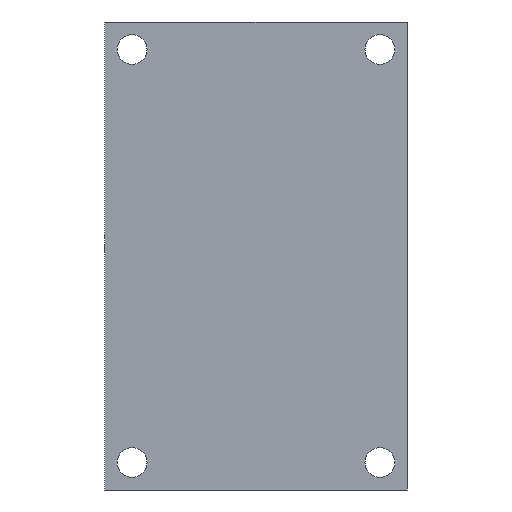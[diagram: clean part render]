
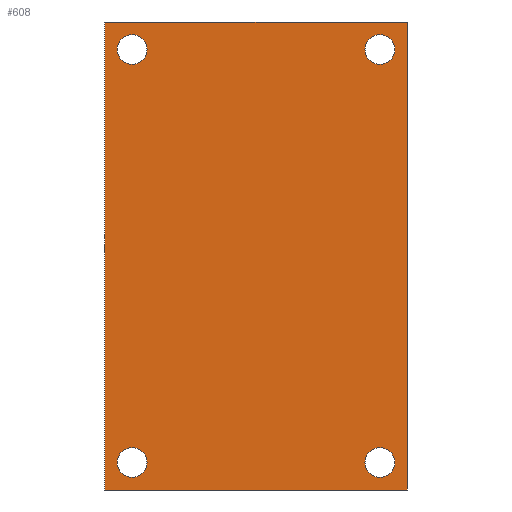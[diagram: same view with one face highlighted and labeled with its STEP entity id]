
A CAD part, front view. The second image highlights one B-rep face of the part: STEP entity #608.
In plain terms, the highlighted planar face has unit normal (0, -1, 0).
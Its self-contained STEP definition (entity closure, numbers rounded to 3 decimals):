
#23=FACE_BOUND('',#235,.T.);
#24=FACE_BOUND('',#236,.T.);
#25=FACE_BOUND('',#237,.T.);
#26=FACE_BOUND('',#238,.T.);
#85=LINE('',#960,#150);
#89=LINE('',#968,#154);
#92=LINE('',#974,#157);
#95=LINE('',#979,#160);
#150=VECTOR('',#803,10.);
#154=VECTOR('',#809,10.);
#157=VECTOR('',#814,10.);
#160=VECTOR('',#819,10.);
#193=FACE_OUTER_BOUND('',#234,.T.);
#234=EDGE_LOOP('',(#516,#517,#518,#519));
#235=EDGE_LOOP('',(#520));
#236=EDGE_LOOP('',(#521));
#237=EDGE_LOOP('',(#522));
#238=EDGE_LOOP('',(#523));
#242=CIRCLE('',#658,0.55);
#244=CIRCLE('',#661,0.55);
#246=CIRCLE('',#664,0.55);
#248=CIRCLE('',#667,0.55);
#284=VERTEX_POINT('',#936);
#286=VERTEX_POINT('',#942);
#288=VERTEX_POINT('',#948);
#290=VERTEX_POINT('',#954);
#291=VERTEX_POINT('',#958);
#292=VERTEX_POINT('',#959);
#295=VERTEX_POINT('',#967);
#297=VERTEX_POINT('',#973);
#352=EDGE_CURVE('',#284,#284,#242,.T.);
#355=EDGE_CURVE('',#286,#286,#244,.T.);
#358=EDGE_CURVE('',#288,#288,#246,.T.);
#361=EDGE_CURVE('',#290,#290,#248,.T.);
#362=EDGE_CURVE('',#291,#292,#85,.T.);
#366=EDGE_CURVE('',#295,#291,#89,.T.);
#369=EDGE_CURVE('',#297,#295,#92,.T.);
#372=EDGE_CURVE('',#292,#297,#95,.T.);
#516=ORIENTED_EDGE('',*,*,#372,.F.);
#517=ORIENTED_EDGE('',*,*,#362,.F.);
#518=ORIENTED_EDGE('',*,*,#366,.F.);
#519=ORIENTED_EDGE('',*,*,#369,.F.);
#520=ORIENTED_EDGE('',*,*,#352,.T.);
#521=ORIENTED_EDGE('',*,*,#355,.T.);
#522=ORIENTED_EDGE('',*,*,#358,.T.);
#523=ORIENTED_EDGE('',*,*,#361,.T.);
#550=PLANE('',#673);
#608=ADVANCED_FACE('',(#193,#23,#24,#25,#26),#550,.F.);
#658=AXIS2_PLACEMENT_3D('',#938,#778,#779);
#661=AXIS2_PLACEMENT_3D('',#944,#785,#786);
#664=AXIS2_PLACEMENT_3D('',#950,#792,#793);
#667=AXIS2_PLACEMENT_3D('',#956,#799,#800);
#673=AXIS2_PLACEMENT_3D('',#982,#823,#824);
#778=DIRECTION('center_axis',(0.,1.,0.));
#779=DIRECTION('ref_axis',(1.,0.,0.));
#785=DIRECTION('center_axis',(0.,1.,0.));
#786=DIRECTION('ref_axis',(1.,0.,0.));
#792=DIRECTION('center_axis',(0.,1.,0.));
#793=DIRECTION('ref_axis',(1.,0.,0.));
#799=DIRECTION('center_axis',(0.,1.,0.));
#800=DIRECTION('ref_axis',(1.,0.,0.));
#803=DIRECTION('',(1.,0.,0.));
#809=DIRECTION('',(0.,0.,1.));
#814=DIRECTION('',(-1.,0.,0.));
#819=DIRECTION('',(0.,0.,-1.));
#823=DIRECTION('center_axis',(0.,1.,0.));
#824=DIRECTION('ref_axis',(0.,0.,1.));
#936=CARTESIAN_POINT('',(0.466,0.,-16.256));
#938=CARTESIAN_POINT('Origin',(1.016,0.,-16.256));
#942=CARTESIAN_POINT('',(9.61,0.,-1.016));
#944=CARTESIAN_POINT('Origin',(10.16,0.,-1.016));
#948=CARTESIAN_POINT('',(9.61,0.,-16.256));
#950=CARTESIAN_POINT('Origin',(10.16,0.,-16.256));
#954=CARTESIAN_POINT('',(0.466,0.,-1.016));
#956=CARTESIAN_POINT('Origin',(1.016,0.,-1.016));
#958=CARTESIAN_POINT('',(0.,0.,0.));
#959=CARTESIAN_POINT('',(11.176,0.,0.));
#960=CARTESIAN_POINT('',(0.,0.,0.));
#967=CARTESIAN_POINT('',(0.,0.,-17.272));
#968=CARTESIAN_POINT('',(0.,0.,-17.272));
#973=CARTESIAN_POINT('',(11.176,0.,-17.272));
#974=CARTESIAN_POINT('',(11.176,0.,-17.272));
#979=CARTESIAN_POINT('',(11.176,0.,0.));
#982=CARTESIAN_POINT('Origin',(5.588,0.,-8.636));
